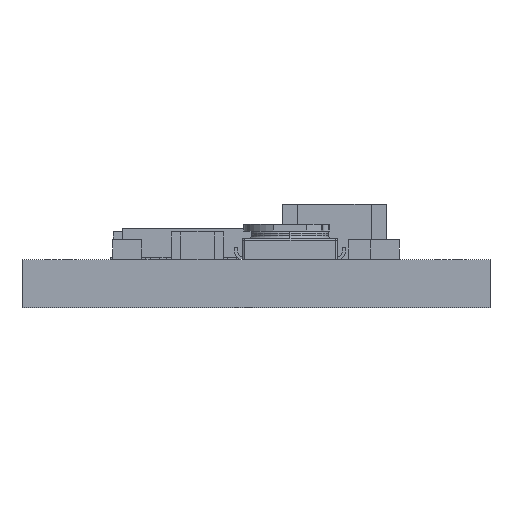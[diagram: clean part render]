
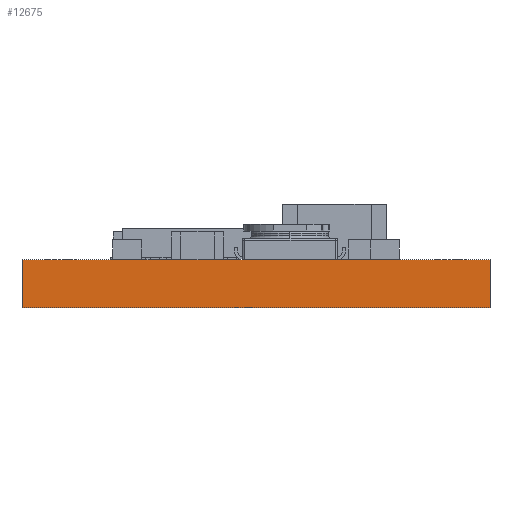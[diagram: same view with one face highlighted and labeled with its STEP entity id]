
A CAD part, front view. The second image highlights one B-rep face of the part: STEP entity #12675.
In plain terms, the highlighted planar face has unit normal (0, -1, 0).
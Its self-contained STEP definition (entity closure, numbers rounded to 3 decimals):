
#2345 = VERTEX_POINT('',#2346);
#2346 = CARTESIAN_POINT('',(-7.62,-10.16,11.77));
#2352 = EDGE_CURVE('',#2345,#2353,#2355,.T.);
#2353 = VERTEX_POINT('',#2354);
#2354 = CARTESIAN_POINT('',(7.62,-10.16,11.77));
#2355 = LINE('',#2356,#2357);
#2356 = CARTESIAN_POINT('',(-7.62,-10.16,11.77));
#2357 = VECTOR('',#2358,1.);
#2358 = DIRECTION('',(1.,0.,0.));
#10952 = VERTEX_POINT('',#10953);
#10953 = CARTESIAN_POINT('',(-7.62,-10.16,10.2));
#10968 = VERTEX_POINT('',#10969);
#10969 = CARTESIAN_POINT('',(7.62,-10.16,10.2));
#10975 = EDGE_CURVE('',#10952,#10968,#10976,.T.);
#10976 = LINE('',#10977,#10978);
#10977 = CARTESIAN_POINT('',(-7.62,-10.16,10.2));
#10978 = VECTOR('',#10979,1.);
#10979 = DIRECTION('',(1.,0.,0.));
#12658 = EDGE_CURVE('',#2345,#10952,#12659,.T.);
#12659 = LINE('',#12660,#12661);
#12660 = CARTESIAN_POINT('',(-7.62,-10.16,11.77));
#12661 = VECTOR('',#12662,1.);
#12662 = DIRECTION('',(0.,0.,-1.));
#12675 = ADVANCED_FACE('',(#12676),#12687,.F.);
#12676 = FACE_BOUND('',#12677,.T.);
#12677 = EDGE_LOOP('',(#12678,#12679,#12685,#12686));
#12678 = ORIENTED_EDGE('',*,*,#10975,.T.);
#12679 = ORIENTED_EDGE('',*,*,#12680,.F.);
#12680 = EDGE_CURVE('',#2353,#10968,#12681,.T.);
#12681 = LINE('',#12682,#12683);
#12682 = CARTESIAN_POINT('',(7.62,-10.16,11.77));
#12683 = VECTOR('',#12684,1.);
#12684 = DIRECTION('',(0.,0.,-1.));
#12685 = ORIENTED_EDGE('',*,*,#2352,.F.);
#12686 = ORIENTED_EDGE('',*,*,#12658,.T.);
#12687 = PLANE('',#12688);
#12688 = AXIS2_PLACEMENT_3D('',#12689,#12690,#12691);
#12689 = CARTESIAN_POINT('',(-7.62,-10.16,11.77));
#12690 = DIRECTION('',(0.,1.,0.));
#12691 = DIRECTION('',(0.,0.,1.));
